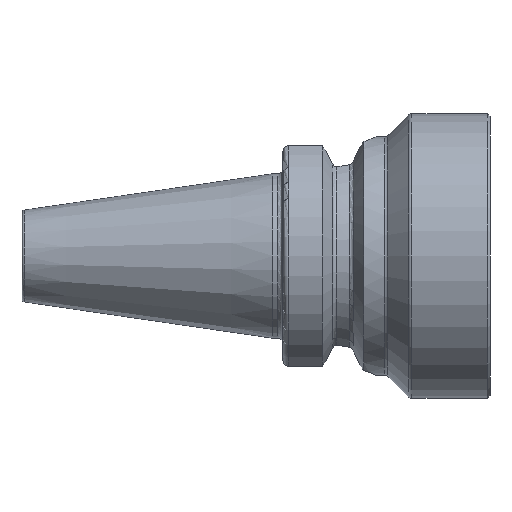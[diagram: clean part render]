
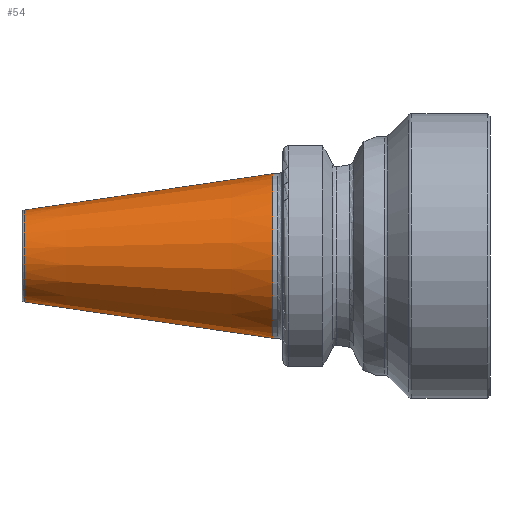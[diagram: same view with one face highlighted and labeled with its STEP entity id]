
A CAD part, front view. The second image highlights one B-rep face of the part: STEP entity #54.
In plain terms, the highlighted conical face has half-angle 8.297 degrees and reference radius 15.875 mm.
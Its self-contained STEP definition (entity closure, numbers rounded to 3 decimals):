
#54 = ADVANCED_FACE ( 'NONE', ( #3377 ), #5717, .T. ) ;
#80 = AXIS2_PLACEMENT_3D ( 'NONE', #337, #231, #289 ) ;
#231 = DIRECTION ( 'NONE',  ( 1., 0., 0. ) ) ;
#289 = DIRECTION ( 'NONE',  ( 0., 0., -1. ) ) ;
#327 = EDGE_CURVE ( 'NONE', #5596, #915, #6109, .T. ) ;
#337 = CARTESIAN_POINT ( 'NONE',  ( 0., 0., 0. ) ) ;
#369 = DIRECTION ( 'NONE',  ( -1., 0., 0. ) ) ;
#670 = LINE ( 'NONE', #706, #4733 ) ;
#706 = CARTESIAN_POINT ( 'NONE',  ( 0., 0., 15.875 ) ) ;
#833 = AXIS2_PLACEMENT_3D ( 'NONE', #2530, #6028, #3025 ) ;
#915 = VERTEX_POINT ( 'NONE', #5913 ) ;
#948 = CARTESIAN_POINT ( 'NONE',  ( -47.972, 0., 8.879 ) ) ;
#1065 = ORIENTED_EDGE ( 'NONE', *, *, #4721, .F. ) ;
#1190 = CARTESIAN_POINT ( 'NONE',  ( 0., 0., 15.875 ) ) ;
#1351 = CARTESIAN_POINT ( 'NONE',  ( -47.972, 0., -8.879 ) ) ;
#1413 = EDGE_LOOP ( 'NONE', ( #3931, #1065, #6115, #3296 ) ) ;
#2103 = VECTOR ( 'NONE', #3285, 1000. ) ;
#2442 = CIRCLE ( 'NONE', #4861, 15.875 ) ;
#2530 = CARTESIAN_POINT ( 'NONE',  ( -47.972, 0., 0. ) ) ;
#3025 = DIRECTION ( 'NONE',  ( 0., 0., 1. ) ) ;
#3187 = CARTESIAN_POINT ( 'NONE',  ( 0., 0., -15.875 ) ) ;
#3285 = DIRECTION ( 'NONE',  ( 0.99, 0., -0.144 ) ) ;
#3296 = ORIENTED_EDGE ( 'NONE', *, *, #6246, .T. ) ;
#3377 = FACE_OUTER_BOUND ( 'NONE', #1413, .T. ) ;
#3417 = CARTESIAN_POINT ( 'NONE',  ( 0., 0., 0. ) ) ;
#3913 = DIRECTION ( 'NONE',  ( 0., 0., 1. ) ) ;
#3931 = ORIENTED_EDGE ( 'NONE', *, *, #5995, .F. ) ;
#4721 = EDGE_CURVE ( 'NONE', #5596, #5700, #5898, .T. ) ;
#4733 = VECTOR ( 'NONE', #5738, 1000. ) ;
#4861 = AXIS2_PLACEMENT_3D ( 'NONE', #3417, #369, #3913 ) ;
#5596 = VERTEX_POINT ( 'NONE', #1351 ) ;
#5700 = VERTEX_POINT ( 'NONE', #948 ) ;
#5717 = CONICAL_SURFACE ( 'NONE', #80, 15.875, 0.145 ) ;
#5738 = DIRECTION ( 'NONE',  ( 0.99, 0., 0.144 ) ) ;
#5898 = CIRCLE ( 'NONE', #833, 8.879 ) ;
#5913 = CARTESIAN_POINT ( 'NONE',  ( 0., 0., -15.875 ) ) ;
#5971 = VERTEX_POINT ( 'NONE', #1190 ) ;
#5995 = EDGE_CURVE ( 'NONE', #5700, #5971, #670, .T. ) ;
#6028 = DIRECTION ( 'NONE',  ( -1., 0., 0. ) ) ;
#6109 = LINE ( 'NONE', #3187, #2103 ) ;
#6115 = ORIENTED_EDGE ( 'NONE', *, *, #327, .T. ) ;
#6246 = EDGE_CURVE ( 'NONE', #915, #5971, #2442, .T. ) ;
